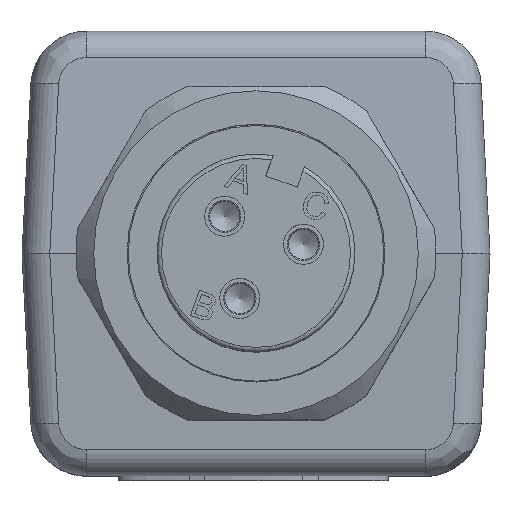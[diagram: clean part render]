
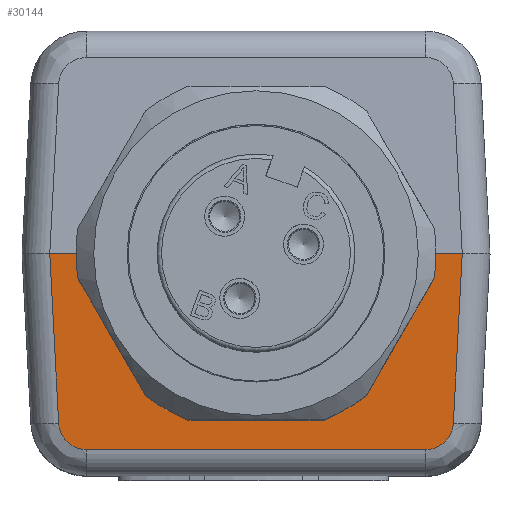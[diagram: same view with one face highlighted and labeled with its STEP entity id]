
A CAD part, top view. The second image highlights one B-rep face of the part: STEP entity #30144.
In plain terms, the highlighted face is planar.
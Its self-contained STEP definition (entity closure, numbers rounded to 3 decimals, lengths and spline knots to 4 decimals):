
#54=ELLIPSE('',#31461,0.0626,0.0625);
#56=ELLIPSE('',#31466,0.0626,0.0625);
#59=ELLIPSE('',#31476,0.2503,0.25);
#2395=FACE_OUTER_BOUND('',#4123,.T.);
#4123=EDGE_LOOP('',(#25278,#25279,#25280,#25281,#25282,#25283,#25284,#25285));
#7994=LINE('',#53423,#10911);
#8001=LINE('',#53534,#10918);
#8003=LINE('',#53567,#10920);
#8013=LINE('',#53592,#10930);
#8014=LINE('',#53595,#10931);
#10911=VECTOR('',#36251,0.3937);
#10918=VECTOR('',#36292,0.3937);
#10920=VECTOR('',#36302,0.3937);
#10930=VECTOR('',#36328,0.3937);
#10931=VECTOR('',#36331,0.3937);
#13635=VERTEX_POINT('',#53416);
#13638=VERTEX_POINT('',#53421);
#13647=VERTEX_POINT('',#53497);
#13649=VERTEX_POINT('',#53527);
#13650=VERTEX_POINT('',#53532);
#13651=VERTEX_POINT('',#53560);
#13659=VERTEX_POINT('',#53591);
#13660=VERTEX_POINT('',#53593);
#17578=EDGE_CURVE('',#13638,#13635,#7994,.T.);
#17596=EDGE_CURVE('',#13635,#13649,#54,.T.);
#17598=EDGE_CURVE('',#13649,#13650,#8001,.T.);
#17601=EDGE_CURVE('',#13650,#13651,#56,.T.);
#17603=EDGE_CURVE('',#13651,#13647,#8003,.T.);
#17615=EDGE_CURVE('',#13638,#13659,#8013,.T.);
#17616=EDGE_CURVE('',#13659,#13660,#59,.T.);
#17617=EDGE_CURVE('',#13660,#13647,#8014,.T.);
#25278=ORIENTED_EDGE('',*,*,#17603,.F.);
#25279=ORIENTED_EDGE('',*,*,#17601,.F.);
#25280=ORIENTED_EDGE('',*,*,#17598,.F.);
#25281=ORIENTED_EDGE('',*,*,#17596,.F.);
#25282=ORIENTED_EDGE('',*,*,#17578,.F.);
#25283=ORIENTED_EDGE('',*,*,#17615,.T.);
#25284=ORIENTED_EDGE('',*,*,#17616,.T.);
#25285=ORIENTED_EDGE('',*,*,#17617,.T.);
#27381=PLANE('',#31475);
#30144=ADVANCED_FACE('',(#2395),#27381,.T.);
#31461=AXIS2_PLACEMENT_3D('',#53530,#36286,#36287);
#31466=AXIS2_PLACEMENT_3D('',#53564,#36297,#36298);
#31475=AXIS2_PLACEMENT_3D('',#53590,#36326,#36327);
#31476=AXIS2_PLACEMENT_3D('',#53594,#36329,#36330);
#36251=DIRECTION('',(0.052,-0.997,0.052));
#36286=DIRECTION('center_axis',(0.,0.052,
0.999));
#36287=DIRECTION('ref_axis',(0.,-0.999,0.052));
#36292=DIRECTION('',(1.,0.,0.));
#36297=DIRECTION('center_axis',(0.,0.052,
0.999));
#36298=DIRECTION('ref_axis',(0.,-0.999,0.052));
#36302=DIRECTION('',(0.052,0.997,-0.052));
#36326=DIRECTION('center_axis',(0.,-0.052,
-0.999));
#36327=DIRECTION('ref_axis',(-1.,0.,0.));
#36328=DIRECTION('',(1.,0.,0.));
#36329=DIRECTION('center_axis',(0.,0.052,
0.999));
#36330=DIRECTION('ref_axis',(0.,0.999,-0.052));
#36331=DIRECTION('',(1.,0.,0.));
#53416=CARTESIAN_POINT('',(-0.4438,-0.3815,-0.0062));
#53421=CARTESIAN_POINT('',(-0.4638,0.,-0.0262));
#53423=CARTESIAN_POINT('',(-0.4367,-0.5163,0.0009));
#53497=CARTESIAN_POINT('',(0.4638,0.,-0.0262));
#53527=CARTESIAN_POINT('',(-0.3814,-0.4408,-0.0031));
#53530=CARTESIAN_POINT('Origin',(-0.3814,-0.3783,-0.0064));
#53532=CARTESIAN_POINT('',(0.3814,-0.4408,-0.0031));
#53534=CARTESIAN_POINT('',(-0.5,-0.4408,-0.0031));
#53560=CARTESIAN_POINT('',(0.4438,-0.3815,-0.0062));
#53564=CARTESIAN_POINT('Origin',(0.3814,-0.3783,-0.0064));
#53567=CARTESIAN_POINT('',(0.4364,-0.5228,0.0012));
#53590=CARTESIAN_POINT('Origin',(-0.5,-0.5,0.));
#53591=CARTESIAN_POINT('',(-0.25,0.,-0.0262));
#53592=CARTESIAN_POINT('',(-0.5,0.,-0.0262));
#53593=CARTESIAN_POINT('',(0.25,0.,-0.0262));
#53594=CARTESIAN_POINT('Origin',(0.,0.,-0.0262));
#53595=CARTESIAN_POINT('',(-0.5,0.,-0.0262));
